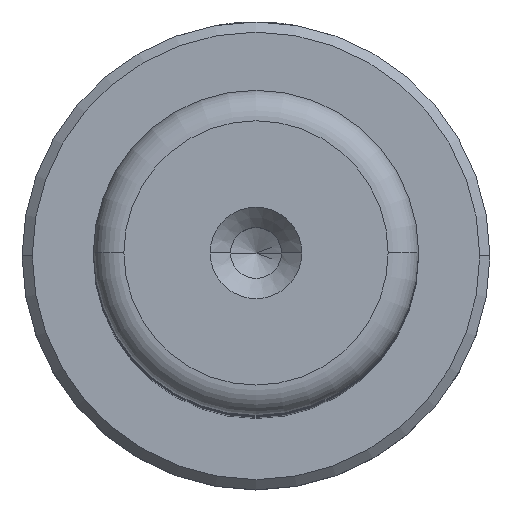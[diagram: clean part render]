
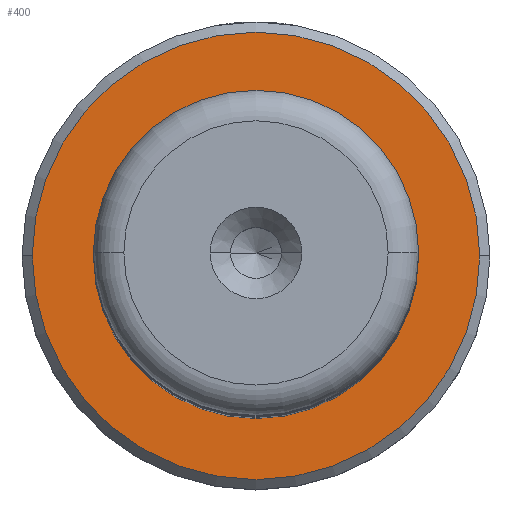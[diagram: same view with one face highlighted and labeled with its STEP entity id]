
A CAD part, top view. The second image highlights one B-rep face of the part: STEP entity #400.
In plain terms, the highlighted planar face has unit normal (0, 0, 1).
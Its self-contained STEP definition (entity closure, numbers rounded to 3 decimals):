
#7 = DIRECTION ( 'NONE',  ( -1., 0., 0. ) ) ;
#20 = CIRCLE ( 'NONE', #1523, 11. ) ;
#198 = PLANE ( 'NONE',  #2682 ) ;
#203 = AXIS2_PLACEMENT_3D ( 'NONE', #956, #2561, #1192 ) ;
#216 = CIRCLE ( 'NONE', #203, 11. ) ;
#389 = CARTESIAN_POINT ( 'NONE',  ( -11., 0., 15. ) ) ;
#400 = ADVANCED_FACE ( 'NONE', ( #1116, #1651 ), #198, .T. ) ;
#430 = CIRCLE ( 'NONE', #1196, 7.495 ) ;
#511 = CARTESIAN_POINT ( 'NONE',  ( 0., 0., 15. ) ) ;
#613 = VERTEX_POINT ( 'NONE', #2710 ) ;
#614 = ORIENTED_EDGE ( 'NONE', *, *, #749, .T. ) ;
#649 = VERTEX_POINT ( 'NONE', #1130 ) ;
#679 = DIRECTION ( 'NONE',  ( 1., 0., 0. ) ) ;
#682 = DIRECTION ( 'NONE',  ( 0., 0., -1. ) ) ;
#745 = AXIS2_PLACEMENT_3D ( 'NONE', #2093, #682, #2321 ) ;
#749 = EDGE_CURVE ( 'NONE', #649, #1091, #430, .T. ) ;
#757 = DIRECTION ( 'NONE',  ( 1., 0., 0. ) ) ;
#956 = CARTESIAN_POINT ( 'NONE',  ( 0., 0., 15. ) ) ;
#1011 = EDGE_CURVE ( 'NONE', #1091, #649, #1910, .T. ) ;
#1068 = EDGE_LOOP ( 'NONE', ( #2867, #614 ) ) ;
#1091 = VERTEX_POINT ( 'NONE', #1610 ) ;
#1116 = FACE_OUTER_BOUND ( 'NONE', #2043, .T. ) ;
#1130 = CARTESIAN_POINT ( 'NONE',  ( 7.495, 0., 15. ) ) ;
#1147 = ORIENTED_EDGE ( 'NONE', *, *, #1907, .T. ) ;
#1159 = EDGE_CURVE ( 'NONE', #613, #2091, #216, .T. ) ;
#1192 = DIRECTION ( 'NONE',  ( 1., 0., 0. ) ) ;
#1196 = AXIS2_PLACEMENT_3D ( 'NONE', #2783, #1439, #7 ) ;
#1439 = DIRECTION ( 'NONE',  ( 0., 0., -1. ) ) ;
#1523 = AXIS2_PLACEMENT_3D ( 'NONE', #511, #2161, #757 ) ;
#1610 = CARTESIAN_POINT ( 'NONE',  ( -7.495, 0., 15. ) ) ;
#1651 = FACE_BOUND ( 'NONE', #1068, .T. ) ;
#1907 = EDGE_CURVE ( 'NONE', #2091, #613, #20, .T. ) ;
#1910 = CIRCLE ( 'NONE', #745, 7.495 ) ;
#2043 = EDGE_LOOP ( 'NONE', ( #1147, #2222 ) ) ;
#2081 = DIRECTION ( 'NONE',  ( 0., 0., 1. ) ) ;
#2091 = VERTEX_POINT ( 'NONE', #389 ) ;
#2093 = CARTESIAN_POINT ( 'NONE',  ( 0., 0., 15. ) ) ;
#2161 = DIRECTION ( 'NONE',  ( 0., 0., 1. ) ) ;
#2222 = ORIENTED_EDGE ( 'NONE', *, *, #1159, .T. ) ;
#2321 = DIRECTION ( 'NONE',  ( -1., 0., 0. ) ) ;
#2561 = DIRECTION ( 'NONE',  ( 0., 0., 1. ) ) ;
#2682 = AXIS2_PLACEMENT_3D ( 'NONE', #2965, #2081, #679 ) ;
#2710 = CARTESIAN_POINT ( 'NONE',  ( 11., 0., 15. ) ) ;
#2783 = CARTESIAN_POINT ( 'NONE',  ( 0., 0., 15. ) ) ;
#2867 = ORIENTED_EDGE ( 'NONE', *, *, #1011, .T. ) ;
#2965 = CARTESIAN_POINT ( 'NONE',  ( 0., 0., 15. ) ) ;
